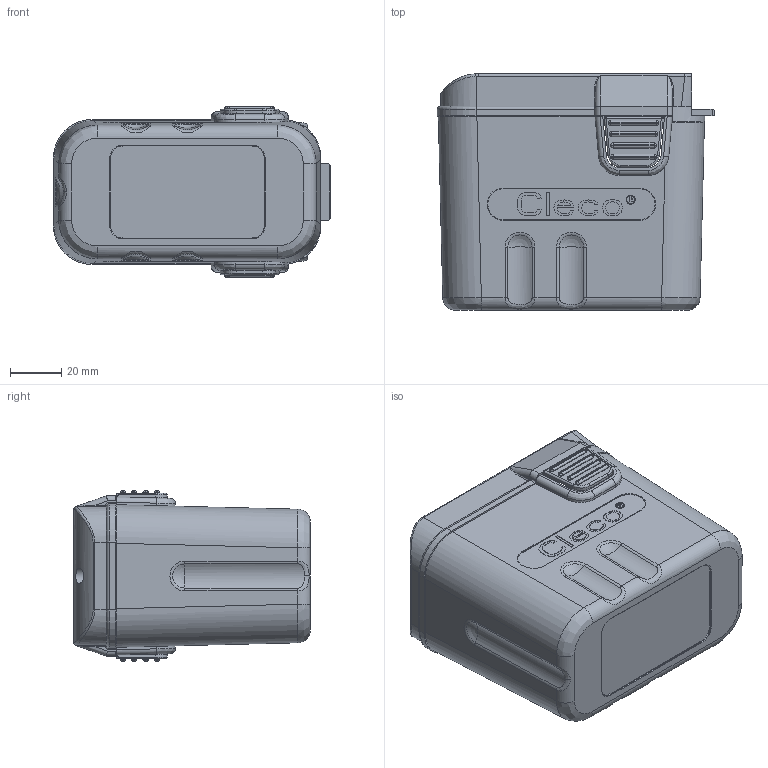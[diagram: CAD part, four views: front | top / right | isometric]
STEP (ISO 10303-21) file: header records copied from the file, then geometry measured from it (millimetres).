
FILE_DESCRIPTION((''),'2;1');
FILE_NAME('935377_SW0001','2015-03-13T',('k62ak'),(''),'PRO/ENGINEER BY PARAMETRIC TECHNOLOGY CORPORATION, 2010140','PRO/ENGINEER BY PARAMETRIC TECHNOLOGY CORPORATION, 2010140','');
FILE_SCHEMA(('CONFIG_CONTROL_DESIGN'));
Products named in the file (1): 935377_SW0001
Bounding box: 107.75 x 91.9 x 66.4 mm (x, y, z)
Volume: 153696.6 mm3; surface area: 93731.6 mm2
Topology: 3 solids, 4 shells, 1806 faces, 5024 edges, 3283 vertices
Faces by surface type: plane 1435, cylinder 252, bspline 68, torus 23, sphere 16, cone 12
Entity records: 61816 total; most frequent: CARTESIAN_POINT 15657, ORIENTED_EDGE 10034, DIRECTION 8857, EDGE_CURVE 5017, VECTOR 4305, LINE 4305, VERTEX_POINT 3283, AXIS2_PLACEMENT_3D 2276
